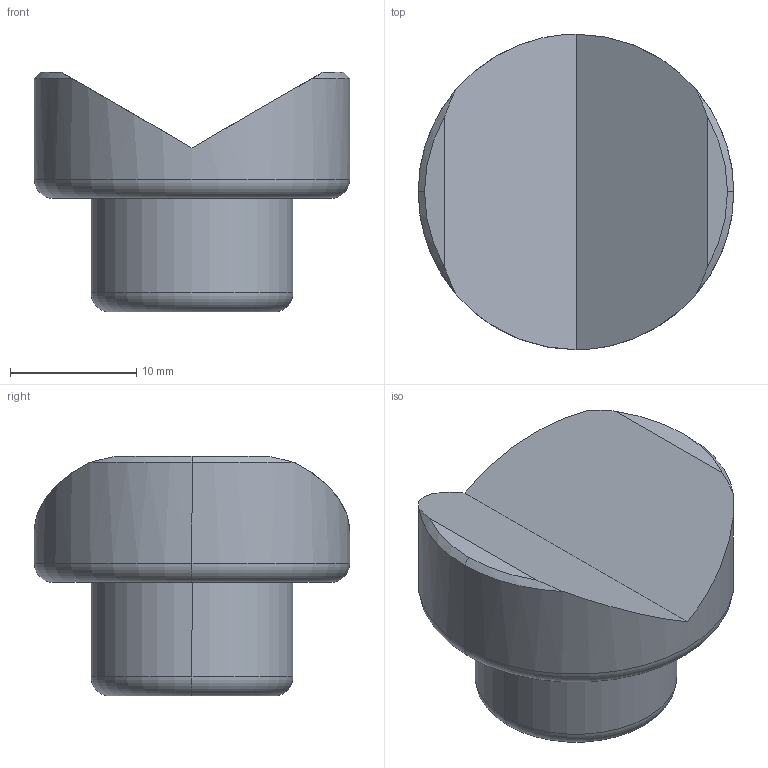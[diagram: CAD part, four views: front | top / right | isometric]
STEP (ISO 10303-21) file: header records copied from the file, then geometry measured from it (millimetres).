
FILE_DESCRIPTION(('STEP AP214'),'1');
FILE_NAME('160650.STP','2011-09-08T07:58:56',(' '),(' '),'Spatial InterOp 3D',' ',' ');
FILE_SCHEMA(('automotive_design'));
Length unit declared in the file: millimetre
Products named in the file (1): Zylinder
Bounding box: 25 x 25 x 19 mm (x, y, z)
Volume: 4817.6 mm3; surface area: 2261.4 mm2
Topology: 1 solids, 1 shells, 29 faces, 64 edges, 40 vertices
Faces by surface type: cylinder 10, plane 9, torus 4, cone 4, sphere 2
Entity records: 1067 total; most frequent: DIRECTION 169, CARTESIAN_POINT 132, ORIENTED_EDGE 124, AXIS2_PLACEMENT_3D 77, EDGE_CURVE 62, VERTEX_POINT 40, CIRCLE 39, EDGE_LOOP 34
